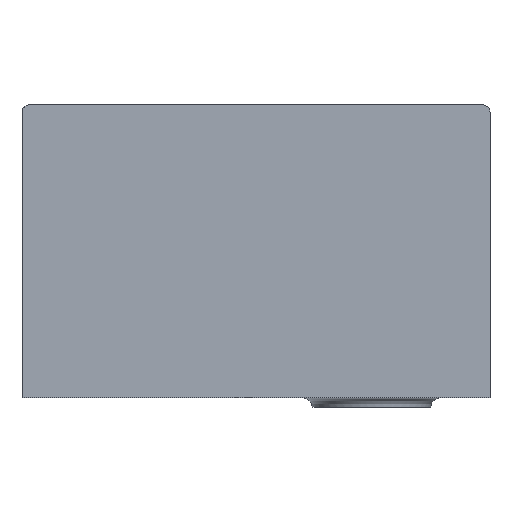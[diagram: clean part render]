
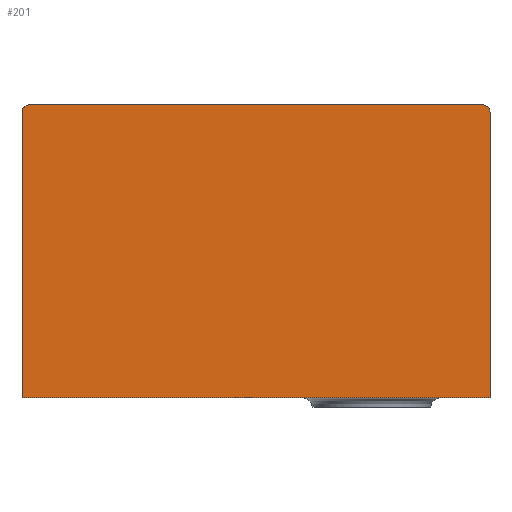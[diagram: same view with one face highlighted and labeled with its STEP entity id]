
A CAD part, front view. The second image highlights one B-rep face of the part: STEP entity #201.
In plain terms, the highlighted free-form (B-spline) face has degree [1, 1] with [2, 2] control points.
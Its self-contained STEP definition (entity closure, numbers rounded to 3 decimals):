
#201 = ADVANCED_FACE('',(#202),#248,.F.);
#202 = FACE_BOUND('',#203,.T.);
#203 = EDGE_LOOP('',(#204,#213,#221,#228,#236,#243));
#204 = ORIENTED_EDGE('',*,*,#205,.F.);
#205 = EDGE_CURVE('',#206,#208,#210,.T.);
#206 = VERTEX_POINT('',#207);
#207 = CARTESIAN_POINT('',(168.616,0.,102.855));
#208 = VERTEX_POINT('',#209);
#209 = CARTESIAN_POINT('',(168.616,0.,0.));
#210 = B_SPLINE_CURVE_WITH_KNOTS('',1,(#211,#212),.UNSPECIFIED.,.F.,.F.,
  (2,2),(2.5,94.),.PIECEWISE_BEZIER_KNOTS.);
#211 = CARTESIAN_POINT('',(168.616,0.,102.855));
#212 = CARTESIAN_POINT('',(168.616,0.,0.));
#213 = ORIENTED_EDGE('',*,*,#214,.T.);
#214 = EDGE_CURVE('',#206,#215,#217,.T.);
#215 = VERTEX_POINT('',#216);
#216 = CARTESIAN_POINT('',(165.805,0.,105.666));
#217 = ( BOUNDED_CURVE() B_SPLINE_CURVE(2,(#218,#219,#220),
.UNSPECIFIED.,.F.,.F.) B_SPLINE_CURVE_WITH_KNOTS((3,3),(4.712,
6.283),.PIECEWISE_BEZIER_KNOTS.) CURVE() 
GEOMETRIC_REPRESENTATION_ITEM() RATIONAL_B_SPLINE_CURVE((1.,
0.707,1.)) REPRESENTATION_ITEM('') );
#218 = CARTESIAN_POINT('',(168.616,0.,102.855));
#219 = CARTESIAN_POINT('',(168.616,0.,105.666));
#220 = CARTESIAN_POINT('',(165.805,0.,105.666));
#221 = ORIENTED_EDGE('',*,*,#222,.F.);
#222 = EDGE_CURVE('',#223,#215,#225,.T.);
#223 = VERTEX_POINT('',#224);
#224 = CARTESIAN_POINT('',(2.81,0.,105.666));
#225 = B_SPLINE_CURVE_WITH_KNOTS('',1,(#226,#227),.UNSPECIFIED.,.F.,.F.,
  (2,2),(2.5,147.5),.PIECEWISE_BEZIER_KNOTS.);
#226 = CARTESIAN_POINT('',(2.81,0.,105.666));
#227 = CARTESIAN_POINT('',(165.805,0.,105.666));
#228 = ORIENTED_EDGE('',*,*,#229,.T.);
#229 = EDGE_CURVE('',#223,#230,#232,.T.);
#230 = VERTEX_POINT('',#231);
#231 = CARTESIAN_POINT('',(0.,0.,102.855));
#232 = ( BOUNDED_CURVE() B_SPLINE_CURVE(2,(#233,#234,#235),
.UNSPECIFIED.,.F.,.F.) B_SPLINE_CURVE_WITH_KNOTS((3,3),(0.,
1.571),.PIECEWISE_BEZIER_KNOTS.) CURVE() 
GEOMETRIC_REPRESENTATION_ITEM() RATIONAL_B_SPLINE_CURVE((1.,
0.707,1.)) REPRESENTATION_ITEM('') );
#233 = CARTESIAN_POINT('',(2.81,0.,105.666));
#234 = CARTESIAN_POINT('',(0.,0.,105.666));
#235 = CARTESIAN_POINT('',(0.,0.,102.855));
#236 = ORIENTED_EDGE('',*,*,#237,.T.);
#237 = EDGE_CURVE('',#230,#238,#240,.T.);
#238 = VERTEX_POINT('',#239);
#239 = CARTESIAN_POINT('',(0.,0.,0.));
#240 = B_SPLINE_CURVE_WITH_KNOTS('',1,(#241,#242),.UNSPECIFIED.,.F.,.F.,
  (2,2),(2.5,94.),.PIECEWISE_BEZIER_KNOTS.);
#241 = CARTESIAN_POINT('',(0.,0.,102.855));
#242 = CARTESIAN_POINT('',(0.,0.,0.));
#243 = ORIENTED_EDGE('',*,*,#244,.T.);
#244 = EDGE_CURVE('',#238,#208,#245,.T.);
#245 = B_SPLINE_CURVE_WITH_KNOTS('',1,(#246,#247),.UNSPECIFIED.,.F.,.F.,
  (2,2),(0.,150.),.PIECEWISE_BEZIER_KNOTS.);
#246 = CARTESIAN_POINT('',(0.,0.,0.));
#247 = CARTESIAN_POINT('',(168.616,0.,0.));
#248 = B_SPLINE_SURFACE_WITH_KNOTS('',1,1,(
    (#249,#250)
    ,(#251,#252
    )),.UNSPECIFIED.,.F.,.F.,.F.,(2,2),(2,2),(-94.,0.),(0.,150.),
  .PIECEWISE_BEZIER_KNOTS.);
#249 = CARTESIAN_POINT('',(0.,0.,0.));
#250 = CARTESIAN_POINT('',(168.616,0.,0.));
#251 = CARTESIAN_POINT('',(0.,0.,105.666));
#252 = CARTESIAN_POINT('',(168.616,0.,105.666));
